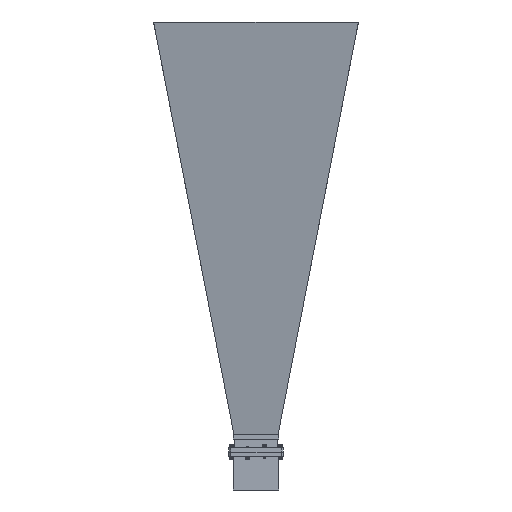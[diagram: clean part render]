
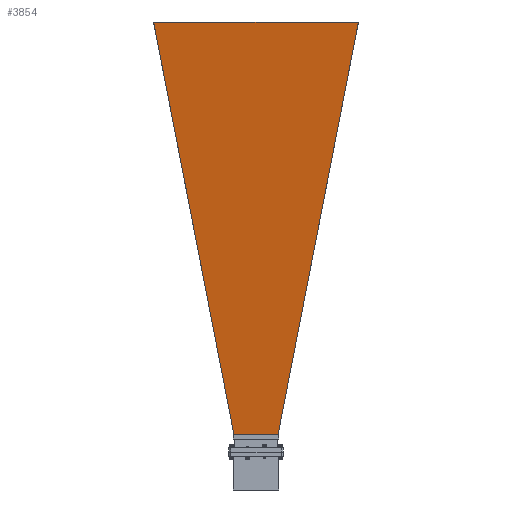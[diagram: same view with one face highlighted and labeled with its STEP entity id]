
A CAD part, front view. The second image highlights one B-rep face of the part: STEP entity #3854.
In plain terms, the highlighted face is planar.
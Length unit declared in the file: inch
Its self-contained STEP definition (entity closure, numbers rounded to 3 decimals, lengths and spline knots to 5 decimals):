
#201 = LINE ( 'NONE', #11818, #13253 ) ;
#376 = ORIENTED_EDGE ( 'NONE', *, *, #13082, .T. ) ;
#546 = CARTESIAN_POINT ( 'NONE',  ( -0.25, -0.6676, -1.268 ) ) ;
#597 = ORIENTED_EDGE ( 'NONE', *, *, #12983, .T. ) ;
#627 = DIRECTION ( 'NONE',  ( 0., 0., 1. ) ) ;
#845 = CARTESIAN_POINT ( 'NONE',  ( -0.25, -0.6676, 1.268 ) ) ;
#1299 = LINE ( 'NONE', #5757, #8298 ) ;
#1448 = CARTESIAN_POINT ( 'NONE',  ( -23.96604, -4.228, -5.88528 ) ) ;
#2161 = VERTEX_POINT ( 'NONE', #1448 ) ;
#2182 = CARTESIAN_POINT ( 'NONE',  ( -23.96604, -4.228, 27.90334 ) ) ;
#2965 = VERTEX_POINT ( 'NONE', #546 ) ;
#3854 = ADVANCED_FACE ( 'NONE', ( #12250 ), #10983, .T. ) ;
#4124 = DIRECTION ( 'NONE',  ( 0.989, 0.148, 0. ) ) ;
#4379 = EDGE_CURVE ( 'NONE', #13743, #2161, #7828, .T. ) ;
#4568 = DIRECTION ( 'NONE',  ( -0.971, -0.146, 0.189 ) ) ;
#5152 = LINE ( 'NONE', #8426, #12360 ) ;
#5757 = CARTESIAN_POINT ( 'NONE',  ( -4.80981, -1.35214, 2.15575 ) ) ;
#5945 = AXIS2_PLACEMENT_3D ( 'NONE', #9698, #14569, #4124 ) ;
#7537 = ORIENTED_EDGE ( 'NONE', *, *, #9582, .F. ) ;
#7815 = CARTESIAN_POINT ( 'NONE',  ( -23.96604, -4.228, 5.88528 ) ) ;
#7828 = LINE ( 'NONE', #2182, #8567 ) ;
#8298 = VECTOR ( 'NONE', #4568, 39.37008 ) ;
#8371 = DIRECTION ( 'NONE',  ( -0.971, -0.146, -0.189 ) ) ;
#8426 = CARTESIAN_POINT ( 'NONE',  ( -0.25, -0.6676, -2.60977 ) ) ;
#8567 = VECTOR ( 'NONE', #13641, 39.37008 ) ;
#8746 = EDGE_LOOP ( 'NONE', ( #11740, #7537, #376, #597 ) ) ;
#9582 = EDGE_CURVE ( 'NONE', #2965, #2161, #201, .T. ) ;
#9698 = CARTESIAN_POINT ( 'NONE',  ( 0.0925, -0.61618, 27.90334 ) ) ;
#10983 = PLANE ( 'NONE',  #5945 ) ;
#11740 = ORIENTED_EDGE ( 'NONE', *, *, #4379, .T. ) ;
#11818 = CARTESIAN_POINT ( 'NONE',  ( -4.80981, -1.35214, -2.15575 ) ) ;
#12132 = VERTEX_POINT ( 'NONE', #845 ) ;
#12250 = FACE_OUTER_BOUND ( 'NONE', #8746, .T. ) ;
#12360 = VECTOR ( 'NONE', #627, 39.37008 ) ;
#12983 = EDGE_CURVE ( 'NONE', #12132, #13743, #1299, .T. ) ;
#13082 = EDGE_CURVE ( 'NONE', #2965, #12132, #5152, .T. ) ;
#13253 = VECTOR ( 'NONE', #8371, 39.37008 ) ;
#13641 = DIRECTION ( 'NONE',  ( 0., 0., -1. ) ) ;
#13743 = VERTEX_POINT ( 'NONE', #7815 ) ;
#14569 = DIRECTION ( 'NONE',  ( 0.148, -0.989, 0. ) ) ;
